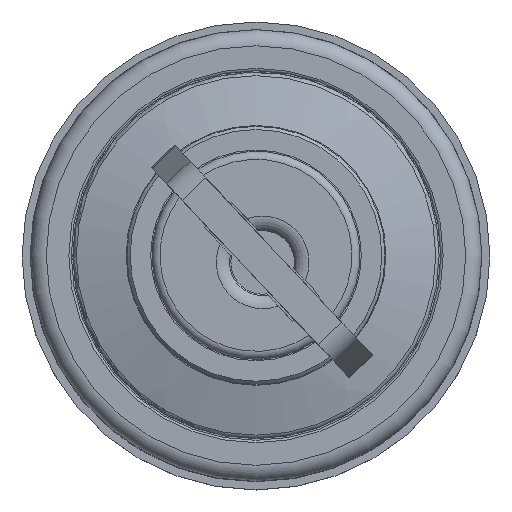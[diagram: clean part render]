
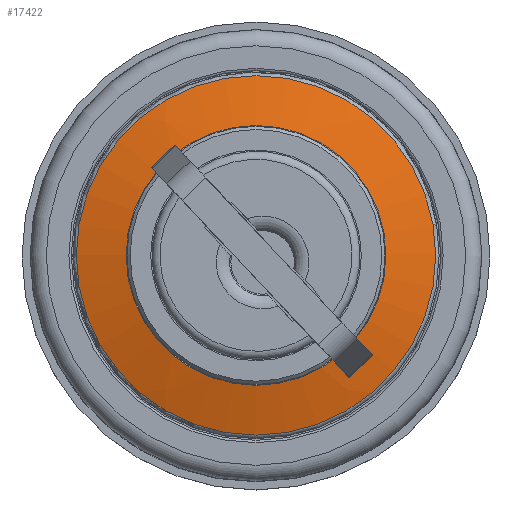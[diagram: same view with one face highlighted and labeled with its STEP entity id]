
A CAD part, top view. The second image highlights one B-rep face of the part: STEP entity #17422.
In plain terms, the highlighted spherical face has radius 37.5 mm.
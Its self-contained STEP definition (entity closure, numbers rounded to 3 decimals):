
#389=SPHERICAL_SURFACE('',#18557,37.5);
#4397=FACE_BOUND('',#6076,.T.);
#5127=FACE_OUTER_BOUND('',#6075,.T.);
#6075=EDGE_LOOP('',(#14994,#14995));
#6076=EDGE_LOOP('',(#14996,#14997));
#6451=CIRCLE('',#18551,8.05);
#6452=CIRCLE('',#18552,8.05);
#6456=CIRCLE('',#18558,11.139);
#6457=CIRCLE('',#18559,11.139);
#8065=VERTEX_POINT('',#28246);
#8066=VERTEX_POINT('',#28248);
#8070=VERTEX_POINT('',#28260);
#8071=VERTEX_POINT('',#28261);
#10427=EDGE_CURVE('',#8066,#8065,#6451,.T.);
#10428=EDGE_CURVE('',#8065,#8066,#6452,.T.);
#10433=EDGE_CURVE('',#8070,#8071,#6456,.T.);
#10434=EDGE_CURVE('',#8071,#8070,#6457,.T.);
#14994=ORIENTED_EDGE('',*,*,#10433,.F.);
#14995=ORIENTED_EDGE('',*,*,#10434,.F.);
#14996=ORIENTED_EDGE('',*,*,#10427,.T.);
#14997=ORIENTED_EDGE('',*,*,#10428,.T.);
#17422=ADVANCED_FACE('',(#5127,#4397),#389,.T.);
#18551=AXIS2_PLACEMENT_3D('',#28249,#22641,#22642);
#18552=AXIS2_PLACEMENT_3D('',#28250,#22643,#22644);
#18557=AXIS2_PLACEMENT_3D('',#28259,#22654,#22655);
#18558=AXIS2_PLACEMENT_3D('',#28262,#22656,#22657);
#18559=AXIS2_PLACEMENT_3D('',#28263,#22658,#22659);
#22641=DIRECTION('center_axis',(0.,0.,
-1.));
#22642=DIRECTION('ref_axis',(0.,1.,0.));
#22643=DIRECTION('center_axis',(0.,0.,
-1.));
#22644=DIRECTION('ref_axis',(0.,1.,0.));
#22654=DIRECTION('center_axis',(1.,0.,0.));
#22655=DIRECTION('ref_axis',(0.,1.,0.));
#22656=DIRECTION('center_axis',(0.,0.,
-1.));
#22657=DIRECTION('ref_axis',(0.,1.,0.));
#22658=DIRECTION('center_axis',(0.,0.,
-1.));
#22659=DIRECTION('ref_axis',(0.,1.,0.));
#28246=CARTESIAN_POINT('',(-0.163,-8.05,36.512));
#28248=CARTESIAN_POINT('',(-0.163,8.05,36.512));
#28249=CARTESIAN_POINT('Origin',(-0.163,0.,
36.512));
#28250=CARTESIAN_POINT('Origin',(-0.163,0.,
36.512));
#28259=CARTESIAN_POINT('Origin',(-0.163,0.,
-0.114));
#28260=CARTESIAN_POINT('',(-0.163,11.139,35.693));
#28261=CARTESIAN_POINT('',(10.976,0.,35.693));
#28262=CARTESIAN_POINT('Origin',(-0.163,0.,
35.693));
#28263=CARTESIAN_POINT('Origin',(-0.163,0.,
35.693));
